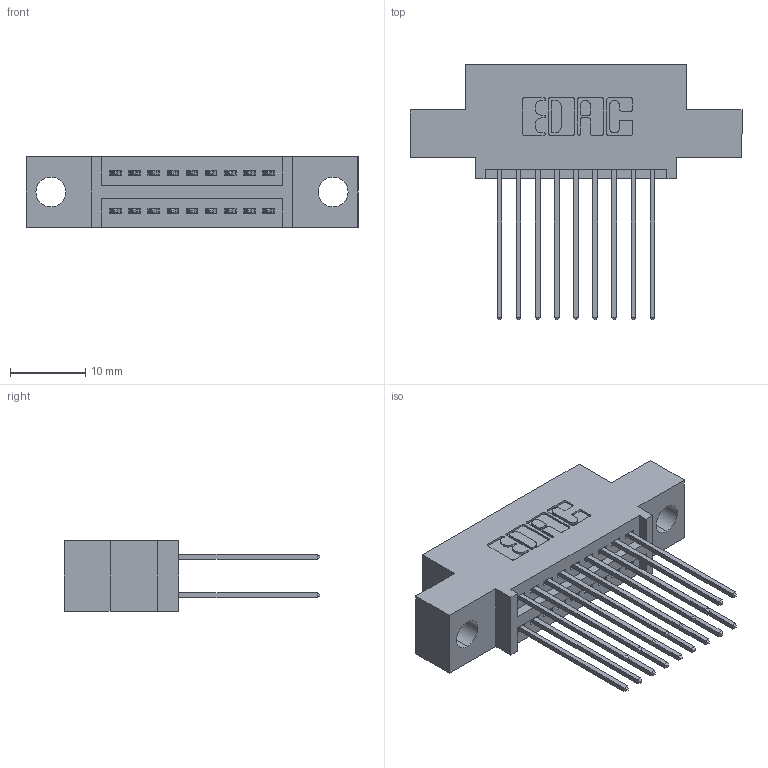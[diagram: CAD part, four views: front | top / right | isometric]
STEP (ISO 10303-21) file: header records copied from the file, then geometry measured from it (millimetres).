
FILE_DESCRIPTION (( 'STEP AP203' ), '1' );
FILE_NAME ('395-018-541-504.STEP', '2021-06-14T18:34:07', ( '' ), ( '' ), 'SwSTEP 2.0', 'SolidWorks 2020', '' );
FILE_SCHEMA (( 'CONFIG_CONTROL_DESIGN' ));
Length unit declared in the file: inch
Products named in the file (3): 395-018-541-504; 345 Part_0.110 Offset - 0.156 Dia-TI; 345-292-001_345-293-141
Assembly tree (19 placements, depth 2):
  395-018-541-504
    345 Part_0.110 Offset - 0.156 Dia-TI
    345-292-001_345-293-141  x18
Bounding box: 44.07 x 33.96 x 9.4 mm (x, y, z)
Volume: 3898.5 mm3; surface area: 5553.4 mm2
Topology: 19 solids, 19 shells, 1044 faces, 3071 edges, 2022 vertices
Faces by surface type: plane 692, cylinder 352
Entity records: 12073 total; most frequent: CARTESIAN_POINT 2062, ORIENTED_EDGE 1994, DIRECTION 1857, EDGE_CURVE 997, LINE 829, VECTOR 829, VERTEX_POINT 662, AXIS2_PLACEMENT_3D 514
